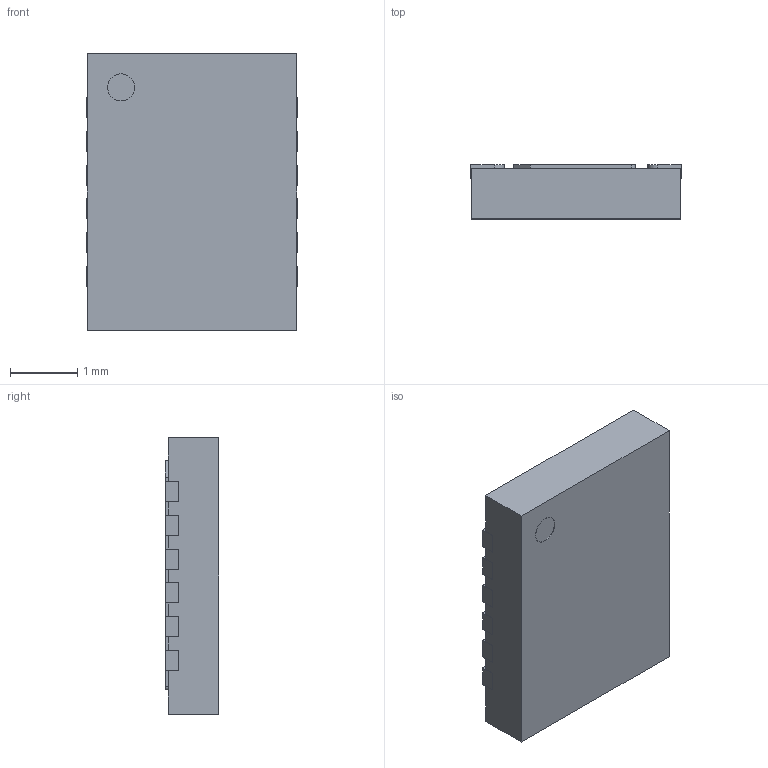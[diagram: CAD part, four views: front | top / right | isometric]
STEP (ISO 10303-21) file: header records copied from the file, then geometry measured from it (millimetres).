
FILE_DESCRIPTION(('FreeCAD Model'),'2;1');
FILE_NAME('DFN-12-4x3mm.step' ,'2017-08-04T10:21:41',('kicad StepUp'),('ksu MCAD'), 'Open CASCADE STEP processor 6.8','FreeCAD','Unknown');
FILE_SCHEMA(('AUTOMOTIVE_DESIGN_CC2 { 1 2 10303 214 -1 1 5 4 }'));
Length unit declared in the file: millimetre
Products named in the file (1): DFN-12-4x3mm
Bounding box: 3.12 x 0.8 x 4.1 mm (x, y, z)
Volume: 9.9 mm3; surface area: 37.7 mm2
Topology: 1 solids, 1 shells, 90 faces, 258 edges, 172 vertices
Faces by surface type: plane 73, cylinder 17
Entity records: 3560 total; most frequent: CARTESIAN_POINT 521, ORIENTED_EDGE 516, DIRECTION 474, EDGE_CURVE 258, LINE 224, VECTOR 224, VERTEX_POINT 172, AXIS2_PLACEMENT_3D 125
